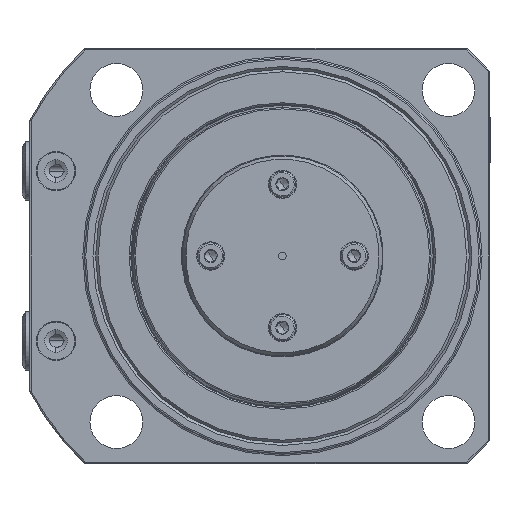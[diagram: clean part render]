
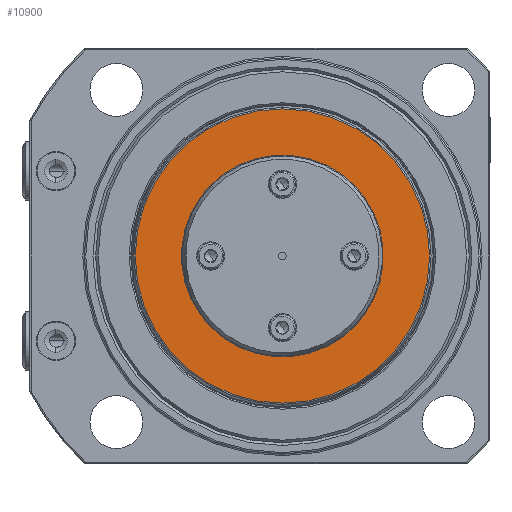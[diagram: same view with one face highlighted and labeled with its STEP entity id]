
A CAD part, front view. The second image highlights one B-rep face of the part: STEP entity #10900.
In plain terms, the highlighted planar face has unit normal (0, -1, 0).
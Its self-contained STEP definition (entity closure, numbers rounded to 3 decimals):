
#578 = AXIS2_PLACEMENT_3D ( 'NONE', #13040, #13041, #13042 ) ;
#579 = AXIS2_PLACEMENT_3D ( 'NONE', #13037, #13038, #13039 ) ;
#1762 = PLANE ( 'NONE',  #3961 ) ;
#1763 = CARTESIAN_POINT ( 'NONE',  ( 22.5, 6., 0. ) ) ;
#1764 = DIRECTION ( 'NONE',  ( 0., 1., 0. ) ) ;
#1765 = DIRECTION ( 'NONE',  ( 0., 0., 1. ) ) ;
#3961 = AXIS2_PLACEMENT_3D ( 'NONE', #1763, #1764, #1765 ) ;
#3963 = FACE_BOUND ( 'NONE', #9119, .T. ) ;
#3967 = FACE_OUTER_BOUND ( 'NONE', #9114, .T. ) ;
#4479 = ORIENTED_EDGE ( 'NONE', *, *, #10552, .T. ) ;
#4480 = ORIENTED_EDGE ( 'NONE', *, *, #10553, .T. ) ;
#4482 = ORIENTED_EDGE ( 'NONE', *, *, #10581, .T. ) ;
#4484 = ORIENTED_EDGE ( 'NONE', *, *, #10585, .T. ) ;
#4618 = VERTEX_POINT ( 'NONE', #5315 ) ;
#4619 = VERTEX_POINT ( 'NONE', #5316 ) ;
#4654 = VERTEX_POINT ( 'NONE', #5351 ) ;
#4662 = VERTEX_POINT ( 'NONE', #5359 ) ;
#5315 = CARTESIAN_POINT ( 'NONE',  ( 0., 6., 22.9 ) ) ;
#5316 = CARTESIAN_POINT ( 'NONE',  ( 0., 6., -22.9 ) ) ;
#5351 = CARTESIAN_POINT ( 'NONE',  ( 0., 6., -38.992 ) ) ;
#5359 = CARTESIAN_POINT ( 'NONE',  ( 0., 6., 38.992 ) ) ;
#9114 = EDGE_LOOP ( 'NONE', ( #4480, #4482 ) ) ;
#9119 = EDGE_LOOP ( 'NONE', ( #4479, #4484 ) ) ;
#10323 = CIRCLE ( 'NONE', #12081, 22.9 ) ;
#10327 = CIRCLE ( 'NONE', #12085, 38.992 ) ;
#10347 = CIRCLE ( 'NONE', #578, 38.992 ) ;
#10348 = CIRCLE ( 'NONE', #579, 22.9 ) ;
#10552 = EDGE_CURVE ( 'NONE', #4618, #4619, #10348, .T. ) ;
#10553 = EDGE_CURVE ( 'NONE', #4662, #4654, #10347, .T. ) ;
#10581 = EDGE_CURVE ( 'NONE', #4654, #4662, #10327, .T. ) ;
#10585 = EDGE_CURVE ( 'NONE', #4619, #4618, #10323, .T. ) ;
#10900 = ADVANCED_FACE ( 'NONE', ( #3967, #3963 ), #1762, .F. ) ;
#12081 = AXIS2_PLACEMENT_3D ( 'NONE', #13136, #13137, #13138 ) ;
#12085 = AXIS2_PLACEMENT_3D ( 'NONE', #13124, #13125, #13126 ) ;
#13037 = CARTESIAN_POINT ( 'NONE',  ( 0., 6., 0. ) ) ;
#13038 = DIRECTION ( 'NONE',  ( 0., 1., 0. ) ) ;
#13039 = DIRECTION ( 'NONE',  ( 0., 0., 1. ) ) ;
#13040 = CARTESIAN_POINT ( 'NONE',  ( 0., 6., 0. ) ) ;
#13041 = DIRECTION ( 'NONE',  ( 0., -1., 0. ) ) ;
#13042 = DIRECTION ( 'NONE',  ( 0., 0., 1. ) ) ;
#13124 = CARTESIAN_POINT ( 'NONE',  ( 0., 6., 0. ) ) ;
#13125 = DIRECTION ( 'NONE',  ( 0., -1., 0. ) ) ;
#13126 = DIRECTION ( 'NONE',  ( 0., 0., 1. ) ) ;
#13136 = CARTESIAN_POINT ( 'NONE',  ( 0., 6., 0. ) ) ;
#13137 = DIRECTION ( 'NONE',  ( 0., 1., 0. ) ) ;
#13138 = DIRECTION ( 'NONE',  ( 0., 0., 1. ) ) ;
